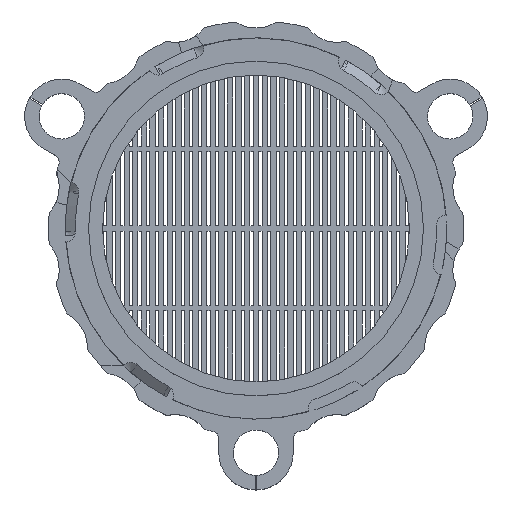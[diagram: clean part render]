
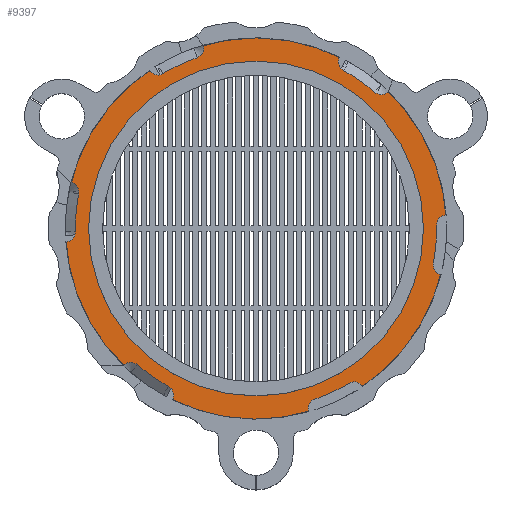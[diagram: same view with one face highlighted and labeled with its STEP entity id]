
A CAD part, top view. The second image highlights one B-rep face of the part: STEP entity #9397.
In plain terms, the highlighted planar face has unit normal (0, 0, 1).
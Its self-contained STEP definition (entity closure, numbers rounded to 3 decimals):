
#5273 = CYLINDRICAL_SURFACE('',#5274,41.);
#5274 = AXIS2_PLACEMENT_3D('',#5275,#5276,#5277);
#5275 = CARTESIAN_POINT('',(0.,0.,11.));
#5276 = DIRECTION('',(0.,0.,-1.));
#5277 = DIRECTION('',(1.,0.,0.));
#6807 = VERTEX_POINT('',#6808);
#6808 = CARTESIAN_POINT('',(41.,0.,0.));
#6829 = EDGE_CURVE('',#6807,#6807,#6830,.T.);
#6830 = SURFACE_CURVE('',#6831,(#6836,#6843),.PCURVE_S1.);
#6831 = CIRCLE('',#6832,41.);
#6832 = AXIS2_PLACEMENT_3D('',#6833,#6834,#6835);
#6833 = CARTESIAN_POINT('',(0.,0.,0.));
#6834 = DIRECTION('',(0.,-0.,1.));
#6835 = DIRECTION('',(1.,0.,0.));
#6836 = PCURVE('',#5273,#6837);
#6837 = DEFINITIONAL_REPRESENTATION('',(#6838),#6842);
#6838 = LINE('',#6839,#6840);
#6839 = CARTESIAN_POINT('',(-0.,11.));
#6840 = VECTOR('',#6841,1.);
#6841 = DIRECTION('',(-1.,0.));
#6842 = ( GEOMETRIC_REPRESENTATION_CONTEXT(2) 
PARAMETRIC_REPRESENTATION_CONTEXT() REPRESENTATION_CONTEXT('2D SPACE',''
  ) );
#6843 = PCURVE('',#6844,#6849);
#6844 = PLANE('',#6845);
#6845 = AXIS2_PLACEMENT_3D('',#6846,#6847,#6848);
#6846 = CARTESIAN_POINT('',(-38.5,0.,0.));
#6847 = DIRECTION('',(0.,0.,1.));
#6848 = DIRECTION('',(0.,-1.,0.));
#6849 = DEFINITIONAL_REPRESENTATION('',(#6850),#6854);
#6850 = CIRCLE('',#6851,41.);
#6851 = AXIS2_PLACEMENT_2D('',#6852,#6853);
#6852 = CARTESIAN_POINT('',(0.,38.5));
#6853 = DIRECTION('',(0.,1.));
#6854 = ( GEOMETRIC_REPRESENTATION_CONTEXT(2) 
PARAMETRIC_REPRESENTATION_CONTEXT() REPRESENTATION_CONTEXT('2D SPACE',''
  ) );
#9397 = ADVANCED_FACE('',(#9398),#6844,.T.);
#9398 = FACE_BOUND('',#9399,.T.);
#9399 = EDGE_LOOP('',(#9400,#9401,#9424,#9451));
#9400 = ORIENTED_EDGE('',*,*,#6829,.T.);
#9401 = ORIENTED_EDGE('',*,*,#9402,.T.);
#9402 = EDGE_CURVE('',#6807,#9403,#9405,.T.);
#9403 = VERTEX_POINT('',#9404);
#9404 = CARTESIAN_POINT('',(36.,0.,0.));
#9405 = SURFACE_CURVE('',#9406,(#9410,#9417),.PCURVE_S1.);
#9406 = LINE('',#9407,#9408);
#9407 = CARTESIAN_POINT('',(41.,0.,0.));
#9408 = VECTOR('',#9409,1.);
#9409 = DIRECTION('',(-1.,0.,0.));
#9410 = PCURVE('',#6844,#9411);
#9411 = DEFINITIONAL_REPRESENTATION('',(#9412),#9416);
#9412 = LINE('',#9413,#9414);
#9413 = CARTESIAN_POINT('',(0.,79.5));
#9414 = VECTOR('',#9415,1.);
#9415 = DIRECTION('',(0.,-1.));
#9416 = ( GEOMETRIC_REPRESENTATION_CONTEXT(2) 
PARAMETRIC_REPRESENTATION_CONTEXT() REPRESENTATION_CONTEXT('2D SPACE',''
  ) );
#9417 = PCURVE('',#6844,#9418);
#9418 = DEFINITIONAL_REPRESENTATION('',(#9419),#9423);
#9419 = LINE('',#9420,#9421);
#9420 = CARTESIAN_POINT('',(0.,79.5));
#9421 = VECTOR('',#9422,1.);
#9422 = DIRECTION('',(0.,-1.));
#9423 = ( GEOMETRIC_REPRESENTATION_CONTEXT(2) 
PARAMETRIC_REPRESENTATION_CONTEXT() REPRESENTATION_CONTEXT('2D SPACE',''
  ) );
#9424 = ORIENTED_EDGE('',*,*,#9425,.F.);
#9425 = EDGE_CURVE('',#9403,#9403,#9426,.T.);
#9426 = SURFACE_CURVE('',#9427,(#9432,#9439),.PCURVE_S1.);
#9427 = CIRCLE('',#9428,36.);
#9428 = AXIS2_PLACEMENT_3D('',#9429,#9430,#9431);
#9429 = CARTESIAN_POINT('',(0.,0.,0.));
#9430 = DIRECTION('',(0.,-0.,1.));
#9431 = DIRECTION('',(1.,0.,0.));
#9432 = PCURVE('',#6844,#9433);
#9433 = DEFINITIONAL_REPRESENTATION('',(#9434),#9438);
#9434 = CIRCLE('',#9435,36.);
#9435 = AXIS2_PLACEMENT_2D('',#9436,#9437);
#9436 = CARTESIAN_POINT('',(0.,38.5));
#9437 = DIRECTION('',(0.,1.));
#9438 = ( GEOMETRIC_REPRESENTATION_CONTEXT(2) 
PARAMETRIC_REPRESENTATION_CONTEXT() REPRESENTATION_CONTEXT('2D SPACE',''
  ) );
#9439 = PCURVE('',#9440,#9445);
#9440 = CYLINDRICAL_SURFACE('',#9441,36.);
#9441 = AXIS2_PLACEMENT_3D('',#9442,#9443,#9444);
#9442 = CARTESIAN_POINT('',(0.,0.,0.));
#9443 = DIRECTION('',(0.,0.,1.));
#9444 = DIRECTION('',(1.,0.,0.));
#9445 = DEFINITIONAL_REPRESENTATION('',(#9446),#9450);
#9446 = LINE('',#9447,#9448);
#9447 = CARTESIAN_POINT('',(0.,0.));
#9448 = VECTOR('',#9449,1.);
#9449 = DIRECTION('',(1.,0.));
#9450 = ( GEOMETRIC_REPRESENTATION_CONTEXT(2) 
PARAMETRIC_REPRESENTATION_CONTEXT() REPRESENTATION_CONTEXT('2D SPACE',''
  ) );
#9451 = ORIENTED_EDGE('',*,*,#9402,.F.);
